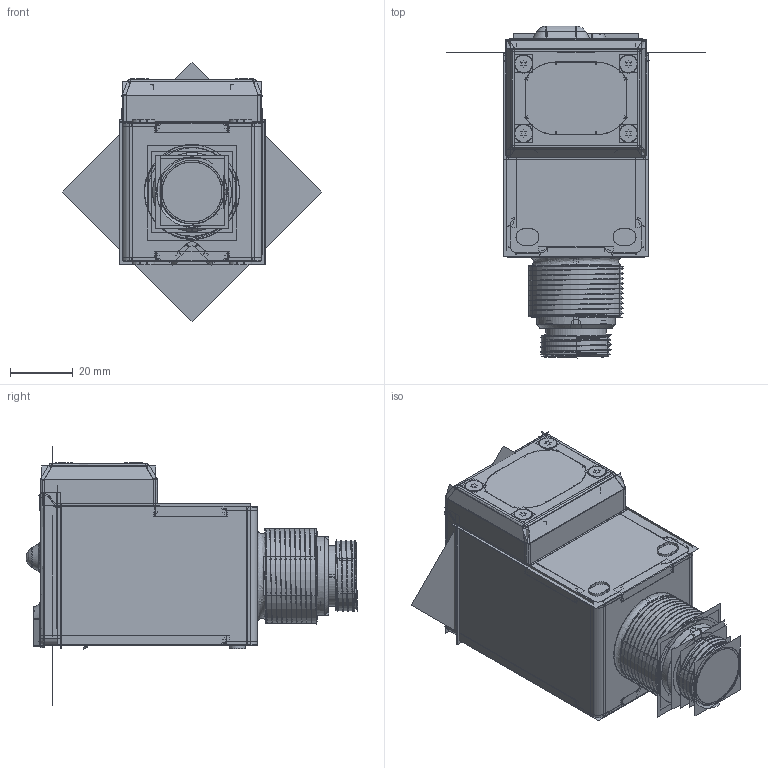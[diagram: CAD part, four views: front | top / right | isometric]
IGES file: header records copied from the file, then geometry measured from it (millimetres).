
Start section:  PTC IGES file: 156699.igs
Global section: file name: 156699.igs; native system: Creo Parametric by Parametric Technology Corporation; preprocessor: 2013230; author: pdmadmin; organization: Unknown; date: 20160113.111552; units: millimetre
Bounding box: 82.56 x 105.4 x 82.56 mm (x, y, z)
Volume: 71696.4 mm3; surface area: 342199 mm2
Topology: 16 solids, 16 shells, 2326 faces, 11630 edges, 14552 vertices
Faces by surface type: bspline 1186, revolution 1140
